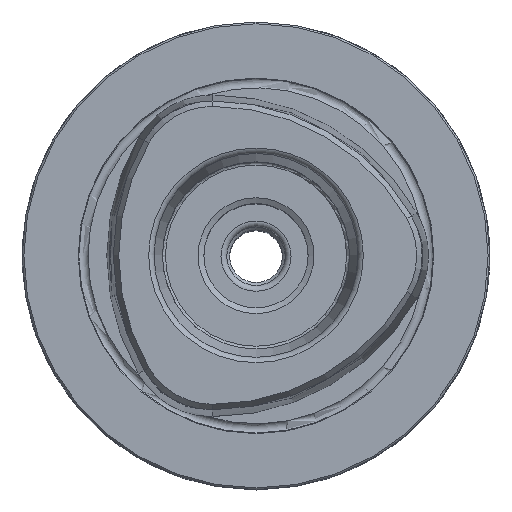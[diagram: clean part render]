
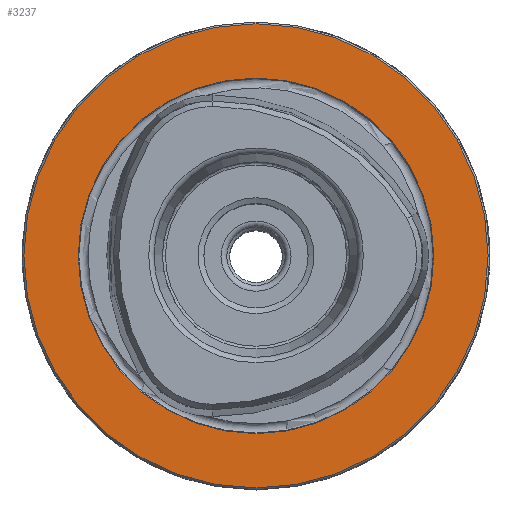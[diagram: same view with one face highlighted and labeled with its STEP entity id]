
A CAD part, top view. The second image highlights one B-rep face of the part: STEP entity #3237.
In plain terms, the highlighted planar face has unit normal (0, 0, 1).
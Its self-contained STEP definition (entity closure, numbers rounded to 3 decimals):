
#568=ORIENTED_EDGE('',*,*,#991,.T.);
#569=ORIENTED_EDGE('',*,*,#990,.F.);
#990=EDGE_CURVE('',#1212,#1212,#1368,.T.);
#991=EDGE_CURVE('',#1213,#1213,#1369,.T.);
#1212=VERTEX_POINT('',#4923);
#1213=VERTEX_POINT('',#4926);
#1368=CIRCLE('',#3491,30.414);
#1369=CIRCLE('',#3493,39.7);
#1525=EDGE_LOOP('',(#568));
#1526=EDGE_LOOP('',(#569));
#1796=FACE_BOUND('',#1525,.T.);
#1797=FACE_BOUND('',#1526,.T.);
#1995=PLANE('',#3492);
#3237=ADVANCED_FACE('',(#1796,#1797),#1995,.T.);
#3491=AXIS2_PLACEMENT_3D('',#4922,#3983,#3984);
#3492=AXIS2_PLACEMENT_3D('',#4924,#3985,#3986);
#3493=AXIS2_PLACEMENT_3D('',#4925,#3987,#3988);
#3983=DIRECTION('',(0.,0.,1.));
#3984=DIRECTION('',(1.,0.,0.));
#3985=DIRECTION('',(0.,0.,1.));
#3986=DIRECTION('',(1.,0.,0.));
#3987=DIRECTION('',(0.,0.,1.));
#3988=DIRECTION('',(1.,0.,0.));
#4922=CARTESIAN_POINT('',(0.,0.,0.));
#4923=CARTESIAN_POINT('',(30.414,0.,0.));
#4924=CARTESIAN_POINT('',(30.25,0.,0.));
#4925=CARTESIAN_POINT('',(0.,0.,0.));
#4926=CARTESIAN_POINT('',(39.7,0.,0.));
